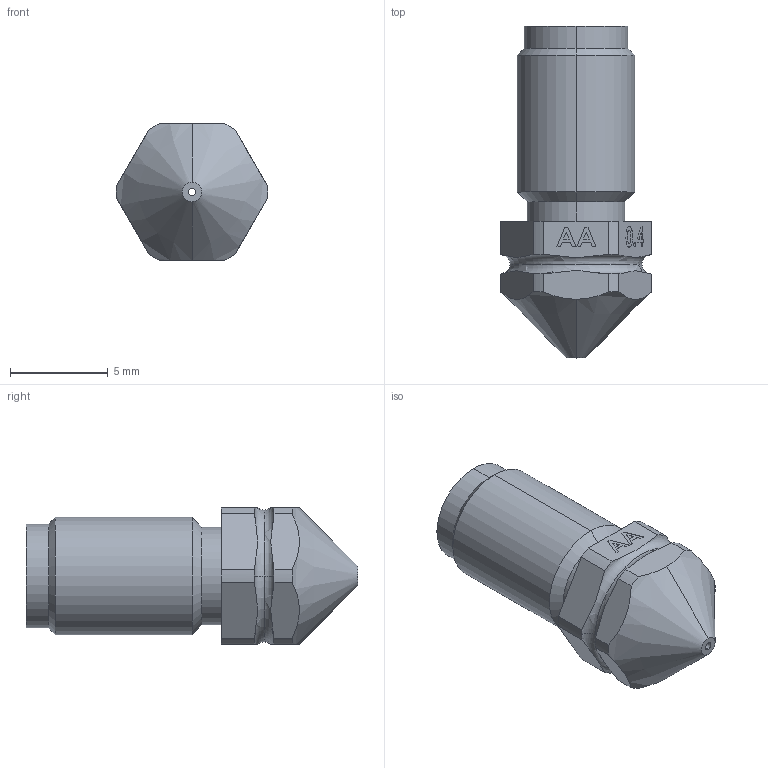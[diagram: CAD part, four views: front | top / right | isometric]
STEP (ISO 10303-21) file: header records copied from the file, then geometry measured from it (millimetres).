
FILE_DESCRIPTION (( 'STEP AP214' ), '1' );
FILE_NAME ('2103-E.STEP', '2016-05-19T12:47:35', ( '' ), ( '' ), 'SwSTEP 2.0', 'SolidWorks 2015', '' );
FILE_SCHEMA (( 'AUTOMOTIVE_DESIGN' ));
Length unit declared in the file: millimetre
Products named in the file (1): 2103-E
Bounding box: 7.75 x 17 x 7 mm (x, y, z)
Volume: 356.1 mm3; surface area: 531.9 mm2
Topology: 1 solids, 1 shells, 109 faces, 276 edges, 180 vertices
Faces by surface type: plane 61, cylinder 22, bspline 14, cone 8, torus 4
Entity records: 4220 total; most frequent: CARTESIAN_POINT 1612, ORIENTED_EDGE 552, DIRECTION 478, EDGE_CURVE 276, VERTEX_POINT 180, VECTOR 170, LINE 170, AXIS2_PLACEMENT_3D 154
